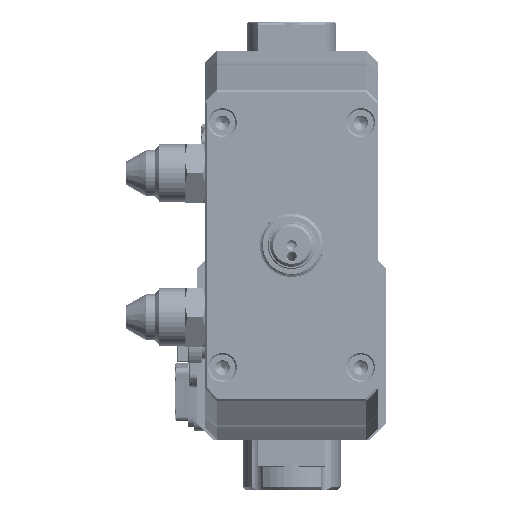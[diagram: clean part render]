
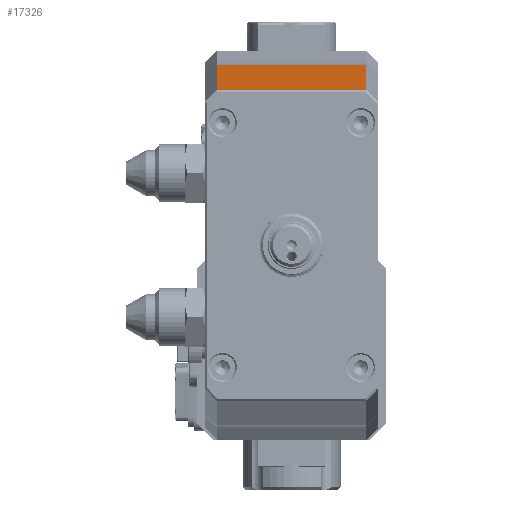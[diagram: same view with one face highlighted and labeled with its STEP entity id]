
A CAD part, left-side view. The second image highlights one B-rep face of the part: STEP entity #17326.
In plain terms, the highlighted face is planar.
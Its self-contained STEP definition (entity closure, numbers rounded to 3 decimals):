
#2138 = VERTEX_POINT ( 'NONE', #145452 ) ;
#7933 = CARTESIAN_POINT ( 'NONE',  ( 125., -13., -56. ) ) ;
#12176 = ORIENTED_EDGE ( 'NONE', *, *, #124117, .T. ) ;
#16055 = ORIENTED_EDGE ( 'NONE', *, *, #169277, .T. ) ;
#17326 = ADVANCED_FACE ( 'NONE', ( #25832 ), #66161, .T. ) ;
#19266 = DIRECTION ( 'NONE',  ( 0.966, -0.259, 0. ) ) ;
#19996 = VECTOR ( 'NONE', #22167, 1000. ) ;
#20055 = CARTESIAN_POINT ( 'NONE',  ( 125., -13., -4. ) ) ;
#22167 = DIRECTION ( 'NONE',  ( -0.259, -0.966, 0. ) ) ;
#25412 = CARTESIAN_POINT ( 'NONE',  ( 125., -13., -56. ) ) ;
#25668 = VECTOR ( 'NONE', #199649, 1000. ) ;
#25832 = FACE_OUTER_BOUND ( 'NONE', #185710, .T. ) ;
#39708 = VERTEX_POINT ( 'NONE', #121130 ) ;
#50628 = CARTESIAN_POINT ( 'NONE',  ( 119.165, -34.775, -73.204 ) ) ;
#52711 = LINE ( 'NONE', #50628, #137342 ) ;
#63887 = CARTESIAN_POINT ( 'NONE',  ( 112.393, -60.05, -31.47 ) ) ;
#66161 = PLANE ( 'NONE',  #136968 ) ;
#76142 = VECTOR ( 'NONE', #210688, 1000. ) ;
#79746 = LINE ( 'NONE', #175623, #76142 ) ;
#81487 = VERTEX_POINT ( 'NONE', #181578 ) ;
#88889 = LINE ( 'NONE', #7933, #25668 ) ;
#89642 = EDGE_CURVE ( 'NONE', #114698, #123228, #52711, .T. ) ;
#94598 = ORIENTED_EDGE ( 'NONE', *, *, #143055, .T. ) ;
#98284 = CARTESIAN_POINT ( 'NONE',  ( 116.555, -44.517, -55.985 ) ) ;
#99128 = LINE ( 'NONE', #116116, #146052 ) ;
#102561 = ORIENTED_EDGE ( 'NONE', *, *, #159968, .T. ) ;
#113759 = CARTESIAN_POINT ( 'NONE',  ( 116.557, -44.508, -56. ) ) ;
#114698 = VERTEX_POINT ( 'NONE', #98284 ) ;
#115561 = DIRECTION ( 'NONE',  ( 0.131, 0.488, -0.863 ) ) ;
#116116 = CARTESIAN_POINT ( 'NONE',  ( 116.555, -44.517, -60. ) ) ;
#121130 = CARTESIAN_POINT ( 'NONE',  ( 125., -13., -4. ) ) ;
#123228 = VERTEX_POINT ( 'NONE', #113759 ) ;
#124117 = EDGE_CURVE ( 'NONE', #2138, #114698, #99128, .T. ) ;
#126712 = LINE ( 'NONE', #63887, #167949 ) ;
#129872 = DIRECTION ( 'NONE',  ( -0.131, -0.488, -0.863 ) ) ;
#136968 = AXIS2_PLACEMENT_3D ( 'NONE', #177977, #19266, #196042 ) ;
#137342 = VECTOR ( 'NONE', #115561, 1000. ) ;
#143055 = EDGE_CURVE ( 'NONE', #146595, #39708, #79746, .T. ) ;
#144971 = DIRECTION ( 'NONE',  ( 0., 0., -1. ) ) ;
#145452 = CARTESIAN_POINT ( 'NONE',  ( 116.555, -44.517, -4.015 ) ) ;
#146052 = VECTOR ( 'NONE', #144971, 1000. ) ;
#146595 = VERTEX_POINT ( 'NONE', #25412 ) ;
#150697 = ORIENTED_EDGE ( 'NONE', *, *, #89642, .T. ) ;
#151037 = LINE ( 'NONE', #20055, #19996 ) ;
#159968 = EDGE_CURVE ( 'NONE', #81487, #2138, #126712, .T. ) ;
#164359 = EDGE_CURVE ( 'NONE', #123228, #146595, #88889, .T. ) ;
#167949 = VECTOR ( 'NONE', #129872, 1000. ) ;
#169277 = EDGE_CURVE ( 'NONE', #39708, #81487, #151037, .T. ) ;
#175623 = CARTESIAN_POINT ( 'NONE',  ( 125., -13., -60. ) ) ;
#177977 = CARTESIAN_POINT ( 'NONE',  ( 125., -13., -60. ) ) ;
#181578 = CARTESIAN_POINT ( 'NONE',  ( 116.557, -44.508, -4. ) ) ;
#185426 = ORIENTED_EDGE ( 'NONE', *, *, #164359, .T. ) ;
#185710 = EDGE_LOOP ( 'NONE', ( #16055, #102561, #12176, #150697, #185426, #94598 ) ) ;
#196042 = DIRECTION ( 'NONE',  ( 0., 0., -1. ) ) ;
#199649 = DIRECTION ( 'NONE',  ( 0.259, 0.966, 0. ) ) ;
#210688 = DIRECTION ( 'NONE',  ( 0., 0., 1. ) ) ;
